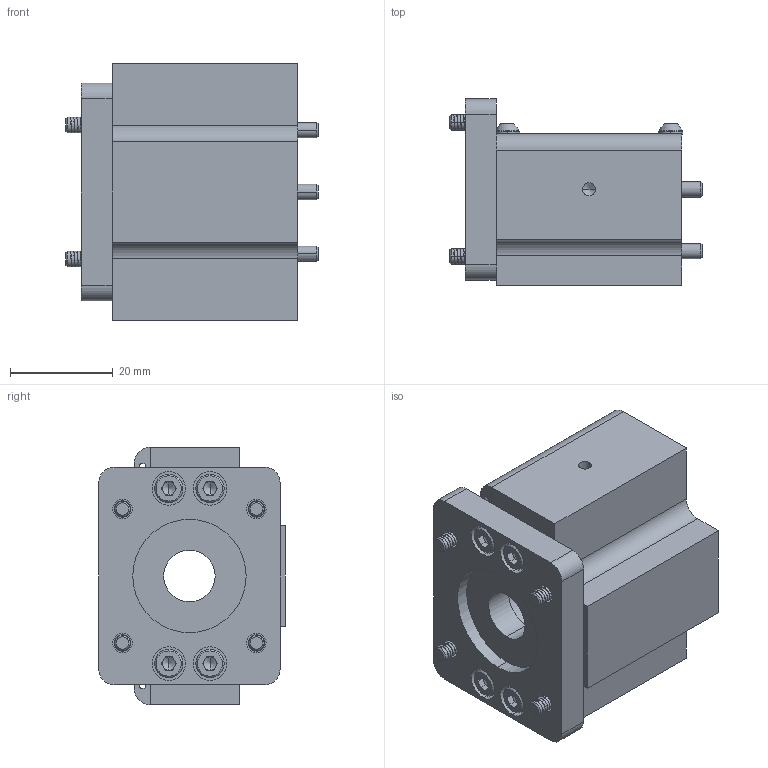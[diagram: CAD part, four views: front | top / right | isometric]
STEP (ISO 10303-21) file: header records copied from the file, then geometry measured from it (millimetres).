
FILE_DESCRIPTION (( 'STEP AP203' ), '1' );
FILE_NAME ('LAHP-N14-25MTRBKT.step', '2020-12-09T22:39:18', ( '' ), ( '' ), 'SwSTEP 2.0', 'SolidWorks 2019', '' );
FILE_SCHEMA (( 'CONFIG_CONTROL_DESIGN' ));
Products named in the file (1): LAHP-N14-25MTRBKT
Bounding box: 49.1 x 36.2 x 50 mm (x, y, z)
Volume: 33703.4 mm3; surface area: 24866 mm2
Topology: 40 solids, 40 shells, 1181 faces, 2992 edges, 1895 vertices
Faces by surface type: cylinder 552, plane 397, cone 158, bspline 74
Entity records: 48697 total; most frequent: CARTESIAN_POINT 22159, ORIENTED_EDGE 5908, DIRECTION 5118, EDGE_CURVE 2954, AXIS2_PLACEMENT_3D 1924, VERTEX_POINT 1895, EDGE_LOOP 1323, LINE 1270
